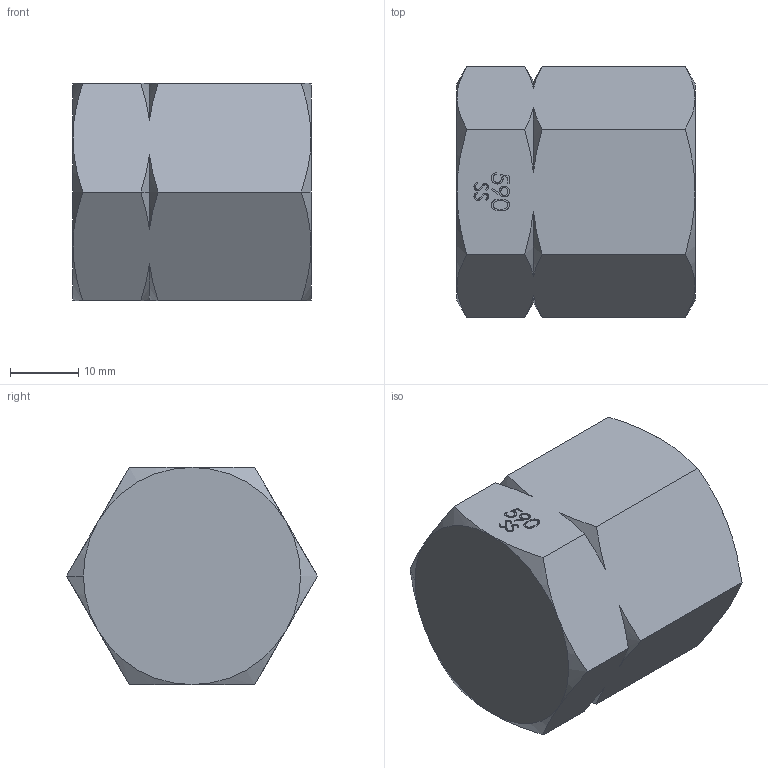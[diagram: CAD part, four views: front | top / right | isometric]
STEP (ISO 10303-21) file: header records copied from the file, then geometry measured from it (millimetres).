
FILE_DESCRIPTION (( 'STEP AP203' ), '1' );
FILE_NAME ('AD-590FSS-BL.STEP', '2025-08-05T13:30:32', ( '' ), ( '' ), 'SwSTEP 2.0', 'SolidWorks 2018', '' );
FILE_SCHEMA (( 'CONFIG_CONTROL_DESIGN' ));
Length unit declared in the file: inch
Products named in the file (1): AD-590FSS-BL
Bounding box: 34.8 x 36.66 x 31.75 mm (x, y, z)
Volume: 21420.3 mm3; surface area: 7771.7 mm2
Topology: 1 solids, 1 shells, 141 faces, 373 edges, 241 vertices
Faces by surface type: bspline 59, cone 35, plane 29, cylinder 18
Entity records: 11360 total; most frequent: CARTESIAN_POINT 8350, ORIENTED_EDGE 742, EDGE_CURVE 371, DIRECTION 368, VERTEX_POINT 241, B_SPLINE_CURVE_WITH_KNOTS 202, EDGE_LOOP 150, FACE_OUTER_BOUND 141
